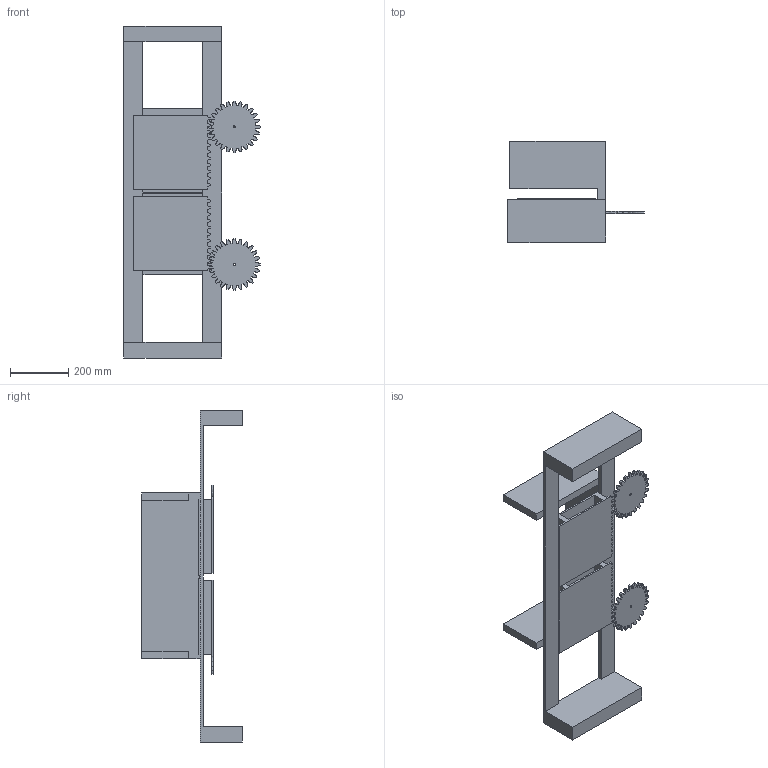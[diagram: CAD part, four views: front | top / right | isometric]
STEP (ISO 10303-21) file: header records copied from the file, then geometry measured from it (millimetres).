
FILE_DESCRIPTION(('FreeCAD Model'),'2;1');
FILE_NAME('Open CASCADE Shape Model','2025-05-03T07:08:25',('FreeCAD'),( 'FreeCAD'),'Open CASCADE STEP processor 7.6','FreeCAD','Unknown');
FILE_SCHEMA(('AUTOMOTIVE_DESIGN { 1 0 10303 214 1 1 1 1 }'));
Products named in the file (1): Open CASCADE STEP translator 7.6 1
Bounding box: 469.86 x 347.44 x 1144.66 mm (x, y, z)
Surface area: 1808017.3 mm2 (no closed solid volume)
Topology: 0 solids, 651 shells, 651 faces, 5804 edges, 5804 vertices
Faces by surface type: bspline 651
Entity records: 78208 total; most frequent: CARTESIAN_POINT 52139, ORIENTED_EDGE 5804, EDGE_CURVE 5804, VERTEX_POINT 5804, B_SPLINE_CURVE_WITH_KNOTS 5016, FACE_BOUND 658, EDGE_LOOP 658, SHELL_BASED_SURFACE_MODEL 651
